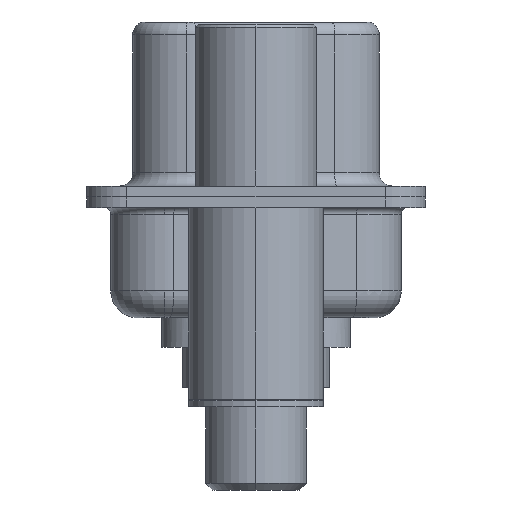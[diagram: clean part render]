
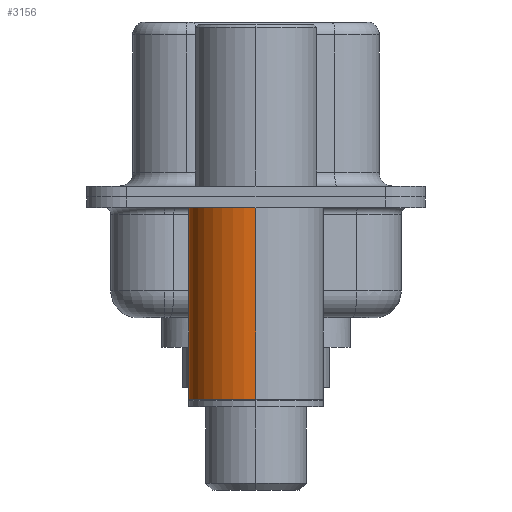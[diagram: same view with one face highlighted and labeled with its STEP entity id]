
A CAD part, left-side view. The second image highlights one B-rep face of the part: STEP entity #3156.
In plain terms, the highlighted cylindrical face has radius 2.5 mm (diameter 5 mm), a partial arc.
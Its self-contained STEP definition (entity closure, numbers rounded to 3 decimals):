
#359 = ORIENTED_EDGE ( 'NONE', *, *, #13869, .T. ) ;
#2349 = DIRECTION ( 'NONE',  ( 0., 0., 1. ) ) ;
#3156 = ADVANCED_FACE ( 'NONE', ( #14941 ), #14405, .T. ) ;
#3864 = AXIS2_PLACEMENT_3D ( 'NONE', #5315, #10590, #20665 ) ;
#3927 = VECTOR ( 'NONE', #4289, 1000. ) ;
#4092 = CARTESIAN_POINT ( 'NONE',  ( -2.5, 0., -7.525 ) ) ;
#4289 = DIRECTION ( 'NONE',  ( 0., 0., 1. ) ) ;
#4569 = DIRECTION ( 'NONE',  ( 0., 0., 1. ) ) ;
#5315 = CARTESIAN_POINT ( 'NONE',  ( 0., 0., 0.581 ) ) ;
#6522 = CARTESIAN_POINT ( 'NONE',  ( 2.5, 0., -0.4 ) ) ;
#6721 = EDGE_LOOP ( 'NONE', ( #359, #10213, #11585, #21107 ) ) ;
#6832 = LINE ( 'NONE', #19165, #3927 ) ;
#7725 = CARTESIAN_POINT ( 'NONE',  ( 2.5, 0., 0.581 ) ) ;
#10213 = ORIENTED_EDGE ( 'NONE', *, *, #14014, .T. ) ;
#10522 = VERTEX_POINT ( 'NONE', #15096 ) ;
#10590 = DIRECTION ( 'NONE',  ( 0., 0., 1. ) ) ;
#11043 = VECTOR ( 'NONE', #19265, 1000. ) ;
#11585 = ORIENTED_EDGE ( 'NONE', *, *, #15128, .F. ) ;
#11928 = CARTESIAN_POINT ( 'NONE',  ( 2.5, 0., -7.525 ) ) ;
#12200 = CIRCLE ( 'NONE', #12757, 2.5 ) ;
#12278 = CARTESIAN_POINT ( 'NONE',  ( 0., 0., -7.525 ) ) ;
#12757 = AXIS2_PLACEMENT_3D ( 'NONE', #12278, #2349, #13950 ) ;
#13869 = EDGE_CURVE ( 'NONE', #18423, #21381, #12200, .T. ) ;
#13950 = DIRECTION ( 'NONE',  ( 1., 0., 0. ) ) ;
#14014 = EDGE_CURVE ( 'NONE', #21381, #10522, #6832, .T. ) ;
#14033 = AXIS2_PLACEMENT_3D ( 'NONE', #14466, #4569, #16165 ) ;
#14405 = CYLINDRICAL_SURFACE ( 'NONE', #3864, 2.5 ) ;
#14466 = CARTESIAN_POINT ( 'NONE',  ( 0., 0., -0.4 ) ) ;
#14941 = FACE_OUTER_BOUND ( 'NONE', #6721, .T. ) ;
#15096 = CARTESIAN_POINT ( 'NONE',  ( -2.5, 0., -0.4 ) ) ;
#15128 = EDGE_CURVE ( 'NONE', #20099, #10522, #15293, .T. ) ;
#15293 = CIRCLE ( 'NONE', #14033, 2.5 ) ;
#16165 = DIRECTION ( 'NONE',  ( 1., 0., 0. ) ) ;
#17960 = EDGE_CURVE ( 'NONE', #18423, #20099, #19859, .T. ) ;
#18423 = VERTEX_POINT ( 'NONE', #11928 ) ;
#19165 = CARTESIAN_POINT ( 'NONE',  ( -2.5, 0., 0.581 ) ) ;
#19265 = DIRECTION ( 'NONE',  ( 0., 0., 1. ) ) ;
#19859 = LINE ( 'NONE', #7725, #11043 ) ;
#20099 = VERTEX_POINT ( 'NONE', #6522 ) ;
#20665 = DIRECTION ( 'NONE',  ( 1., 0., 0. ) ) ;
#21107 = ORIENTED_EDGE ( 'NONE', *, *, #17960, .F. ) ;
#21381 = VERTEX_POINT ( 'NONE', #4092 ) ;
